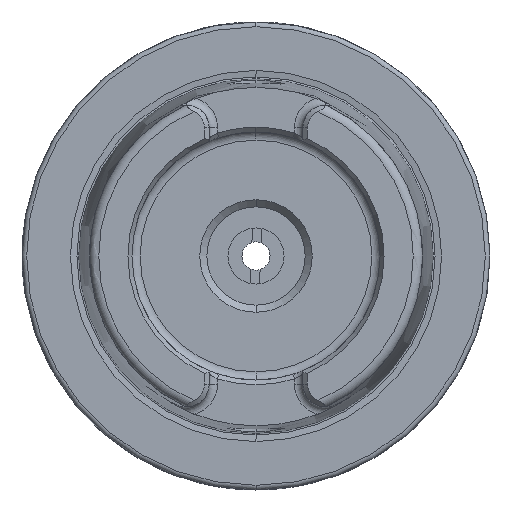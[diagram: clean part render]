
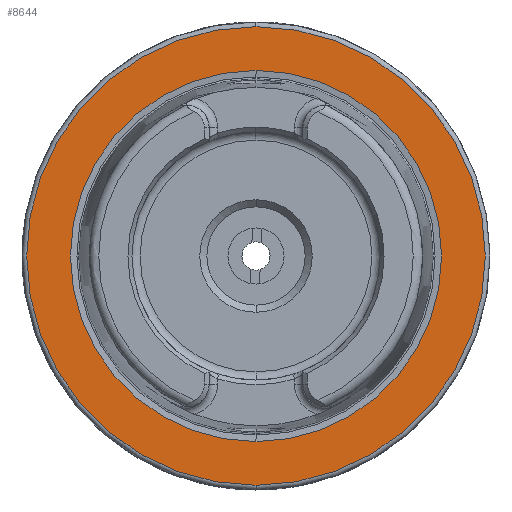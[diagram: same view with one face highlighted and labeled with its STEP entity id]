
A CAD part, left-side view. The second image highlights one B-rep face of the part: STEP entity #8644.
In plain terms, the highlighted planar face has unit normal (-1, 0, 0).
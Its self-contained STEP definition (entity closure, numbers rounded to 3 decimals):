
#47 = EDGE_CURVE ( 'NONE', #245, #9490, #5340, .T. ) ;
#159 = DIRECTION ( 'NONE',  ( 0., 0., -1. ) ) ;
#169 = DIRECTION ( 'NONE',  ( 0., 0., 1. ) ) ;
#245 = VERTEX_POINT ( 'NONE', #7696 ) ;
#276 = CARTESIAN_POINT ( 'NONE',  ( 0., 0., 0. ) ) ;
#520 = AXIS2_PLACEMENT_3D ( 'NONE', #3905, #5782, #10058 ) ;
#725 = CIRCLE ( 'NONE', #5644, 49. ) ;
#1115 = AXIS2_PLACEMENT_3D ( 'NONE', #8882, #10178, #169 ) ;
#1162 = CARTESIAN_POINT ( 'NONE',  ( 0., 0., 0. ) ) ;
#1834 = CARTESIAN_POINT ( 'NONE',  ( 0., 0., 49. ) ) ;
#1911 = VERTEX_POINT ( 'NONE', #1834 ) ;
#1969 = DIRECTION ( 'NONE',  ( 1., 0., 0. ) ) ;
#2282 = FACE_BOUND ( 'NONE', #3018, .T. ) ;
#2615 = DIRECTION ( 'NONE',  ( 1., 0., 0. ) ) ;
#2878 = ORIENTED_EDGE ( 'NONE', *, *, #47, .T. ) ;
#3018 = EDGE_LOOP ( 'NONE', ( #2878, #6222 ) ) ;
#3730 = CIRCLE ( 'NONE', #520, 39.647 ) ;
#3905 = CARTESIAN_POINT ( 'NONE',  ( 0., 0., 0. ) ) ;
#4046 = DIRECTION ( 'NONE',  ( 1., 0., 0. ) ) ;
#4105 = AXIS2_PLACEMENT_3D ( 'NONE', #276, #2615, #8111 ) ;
#4731 = VERTEX_POINT ( 'NONE', #8054 ) ;
#4934 = ORIENTED_EDGE ( 'NONE', *, *, #6191, .F. ) ;
#5008 = PLANE ( 'NONE',  #1115 ) ;
#5256 = EDGE_LOOP ( 'NONE', ( #4934, #6673 ) ) ;
#5327 = EDGE_CURVE ( 'NONE', #1911, #4731, #8939, .T. ) ;
#5340 = CIRCLE ( 'NONE', #7124, 39.647 ) ;
#5644 = AXIS2_PLACEMENT_3D ( 'NONE', #8737, #4046, #159 ) ;
#5782 = DIRECTION ( 'NONE',  ( 1., 0., 0. ) ) ;
#5826 = CARTESIAN_POINT ( 'NONE',  ( 0., 0., -39.647 ) ) ;
#6191 = EDGE_CURVE ( 'NONE', #4731, #1911, #725, .T. ) ;
#6222 = ORIENTED_EDGE ( 'NONE', *, *, #9928, .T. ) ;
#6673 = ORIENTED_EDGE ( 'NONE', *, *, #5327, .F. ) ;
#6705 = DIRECTION ( 'NONE',  ( 0., 0., -1. ) ) ;
#7124 = AXIS2_PLACEMENT_3D ( 'NONE', #1162, #1969, #6705 ) ;
#7696 = CARTESIAN_POINT ( 'NONE',  ( 0., 0., 39.647 ) ) ;
#8054 = CARTESIAN_POINT ( 'NONE',  ( 0., 0., -49. ) ) ;
#8111 = DIRECTION ( 'NONE',  ( 0., 0., -1. ) ) ;
#8644 = ADVANCED_FACE ( 'NONE', ( #2282, #10130 ), #5008, .T. ) ;
#8737 = CARTESIAN_POINT ( 'NONE',  ( 0., 0., 0. ) ) ;
#8882 = CARTESIAN_POINT ( 'NONE',  ( 0., 39.647, 0. ) ) ;
#8939 = CIRCLE ( 'NONE', #4105, 49. ) ;
#9490 = VERTEX_POINT ( 'NONE', #5826 ) ;
#9928 = EDGE_CURVE ( 'NONE', #9490, #245, #3730, .T. ) ;
#10058 = DIRECTION ( 'NONE',  ( 0., 0., -1. ) ) ;
#10130 = FACE_OUTER_BOUND ( 'NONE', #5256, .T. ) ;
#10178 = DIRECTION ( 'NONE',  ( -1., 0., 0. ) ) ;
